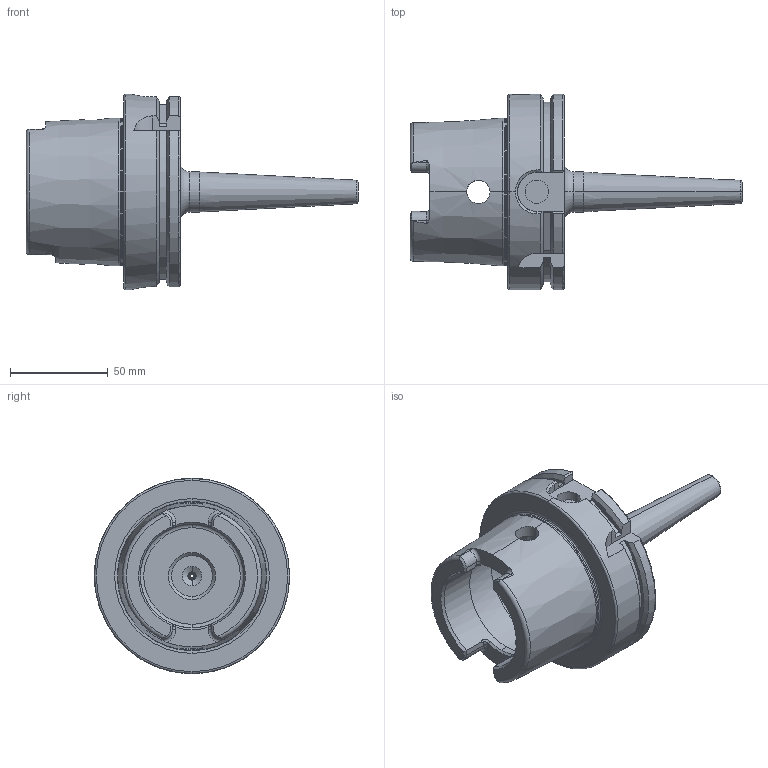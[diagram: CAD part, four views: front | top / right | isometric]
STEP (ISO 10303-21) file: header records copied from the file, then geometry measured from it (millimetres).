
FILE_DESCRIPTION (( 'STEP AP203' ), '1' );
FILE_NAME ('FWA100H-SFS06120.STEP', '2024-09-04T09:55:04', ( '' ), ( '' ), 'SwSTEP 2.0', 'SolidWorks 2024', '' );
FILE_SCHEMA (( 'CONFIG_CONTROL_DESIGN' ));
Length unit declared in the file: millimetre
Products named in the file (4): FWA100H-SFS06120; SCWM5X10; HSKA100SFS06120WW
Assembly tree (3 placements, depth 3):
  FWA100H-SFS06120
    HSKA100SFS06120WW
      HSKA100SFS06120WW
      SCWM5X10
Bounding box: 170 x 100 x 100 mm (x, y, z)
Volume: 272084.9 mm3; surface area: 56158.2 mm2
Topology: 2 solids, 2 shells, 211 faces, 509 edges, 306 vertices
Faces by surface type: plane 67, cylinder 58, cone 41, torus 35, bspline 10
Entity records: 7752 total; most frequent: CARTESIAN_POINT 2537, ORIENTED_EDGE 1014, DIRECTION 1008, EDGE_CURVE 507, AXIS2_PLACEMENT_3D 405, VERTEX_POINT 306, EDGE_LOOP 225, ADVANCED_FACE 211
